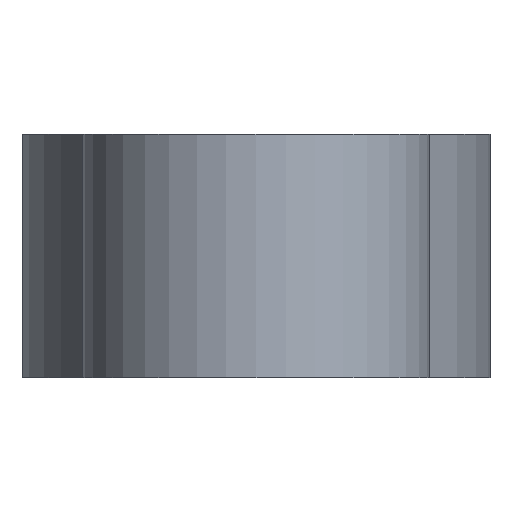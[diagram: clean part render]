
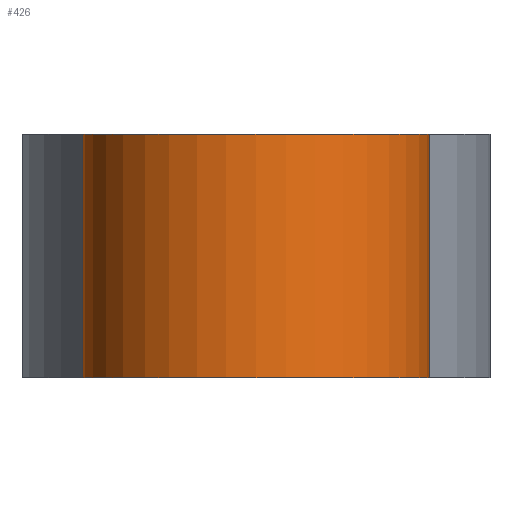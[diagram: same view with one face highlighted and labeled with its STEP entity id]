
A CAD part, left-side view. The second image highlights one B-rep face of the part: STEP entity #426.
In plain terms, the highlighted cylindrical face has radius 3.7 mm (diameter 7.4 mm), a partial arc.
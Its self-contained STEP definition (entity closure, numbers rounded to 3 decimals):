
#52=FACE_OUTER_BOUND('',#77,.T.);
#77=EDGE_LOOP('',(#357,#358,#359,#360));
#117=LINE('',#703,#157);
#118=LINE('',#706,#158);
#157=VECTOR('',#579,10.);
#158=VECTOR('',#582,10.);
#181=CIRCLE('',#474,3.7);
#183=CIRCLE('',#479,3.7);
#209=VERTEX_POINT('',#685);
#210=VERTEX_POINT('',#686);
#217=VERTEX_POINT('',#702);
#218=VERTEX_POINT('',#704);
#261=EDGE_CURVE('',#209,#210,#181,.T.);
#269=EDGE_CURVE('',#210,#217,#117,.T.);
#270=EDGE_CURVE('',#217,#218,#183,.T.);
#271=EDGE_CURVE('',#218,#209,#118,.T.);
#357=ORIENTED_EDGE('',*,*,#261,.T.);
#358=ORIENTED_EDGE('',*,*,#269,.T.);
#359=ORIENTED_EDGE('',*,*,#270,.T.);
#360=ORIENTED_EDGE('',*,*,#271,.T.);
#411=CYLINDRICAL_SURFACE('',#478,3.7);
#426=ADVANCED_FACE('',(#52),#411,.T.);
#474=AXIS2_PLACEMENT_3D('',#687,#565,#566);
#478=AXIS2_PLACEMENT_3D('',#701,#577,#578);
#479=AXIS2_PLACEMENT_3D('',#705,#580,#581);
#565=DIRECTION('center_axis',(0.,0.,-1.));
#566=DIRECTION('ref_axis',(-0.707,0.707,0.));
#577=DIRECTION('center_axis',(0.,0.,1.));
#578=DIRECTION('ref_axis',(-0.707,-0.707,0.));
#579=DIRECTION('',(0.,0.,-1.));
#580=DIRECTION('center_axis',(0.,0.,1.));
#581=DIRECTION('ref_axis',(-0.707,-0.707,0.));
#582=DIRECTION('',(0.,0.,1.));
#685=CARTESIAN_POINT('',(-23.6,-3.7,5.2));
#686=CARTESIAN_POINT('',(-23.6,3.7,5.2));
#687=CARTESIAN_POINT('Origin',(-23.6,0.,5.2));
#701=CARTESIAN_POINT('Origin',(-23.6,0.,0.));
#702=CARTESIAN_POINT('',(-23.6,3.7,0.));
#703=CARTESIAN_POINT('',(-23.6,3.7,0.));
#704=CARTESIAN_POINT('',(-23.6,-3.7,0.));
#705=CARTESIAN_POINT('Origin',(-23.6,0.,0.));
#706=CARTESIAN_POINT('',(-23.6,-3.7,0.));
